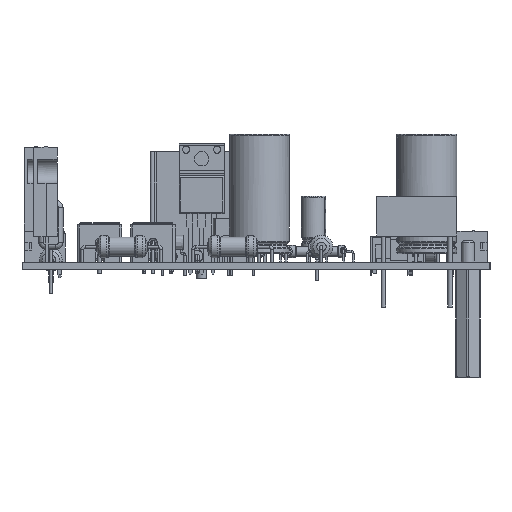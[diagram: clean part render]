
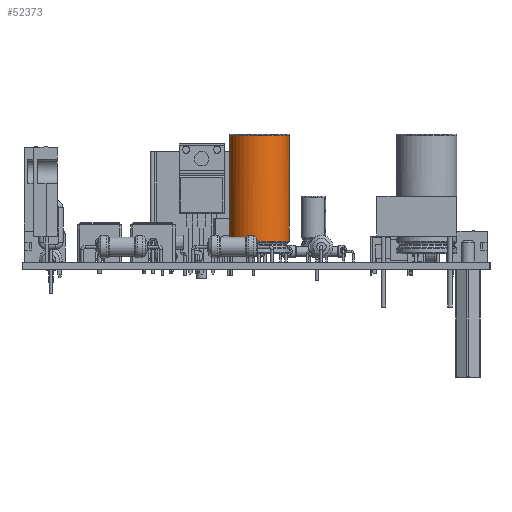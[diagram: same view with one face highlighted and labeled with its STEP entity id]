
A CAD part, left-side view. The second image highlights one B-rep face of the part: STEP entity #52373.
In plain terms, the highlighted cylindrical face has radius 6.75 mm (diameter 13.5 mm), a full revolution.
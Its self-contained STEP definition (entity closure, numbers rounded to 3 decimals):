
#52326 = EDGE_CURVE('',#52327,#52327,#52329,.T.);
#52327 = VERTEX_POINT('',#52328);
#52328 = CARTESIAN_POINT('',(6.75,0.,29.7));
#52329 = CIRCLE('',#52330,6.75);
#52330 = AXIS2_PLACEMENT_3D('',#52331,#52332,#52333);
#52331 = CARTESIAN_POINT('',(0.,0.,29.7));
#52332 = DIRECTION('',(0.,0.,1.));
#52333 = DIRECTION('',(1.,0.,-0.));
#52373 = ADVANCED_FACE('',(#52374),#52463,.T.);
#52374 = FACE_BOUND('',#52375,.T.);
#52375 = EDGE_LOOP('',(#52376,#52387,#52395,#52404,#52412,#52430,#52431,
    #52440,#52448,#52455,#52461,#52462));
#52376 = ORIENTED_EDGE('',*,*,#52377,.F.);
#52377 = EDGE_CURVE('',#52378,#52380,#52382,.T.);
#52378 = VERTEX_POINT('',#52379);
#52379 = CARTESIAN_POINT('',(6.447,2.,29.4));
#52380 = VERTEX_POINT('',#52381);
#52381 = CARTESIAN_POINT('',(6.75,0.,29.4));
#52382 = CIRCLE('',#52383,6.75);
#52383 = AXIS2_PLACEMENT_3D('',#52384,#52385,#52386);
#52384 = CARTESIAN_POINT('',(0.,0.,29.4));
#52385 = DIRECTION('',(0.,0.,-1.));
#52386 = DIRECTION('',(1.,0.,0.));
#52387 = ORIENTED_EDGE('',*,*,#52388,.T.);
#52388 = EDGE_CURVE('',#52378,#52389,#52391,.T.);
#52389 = VERTEX_POINT('',#52390);
#52390 = CARTESIAN_POINT('',(6.447,2.,6.));
#52391 = LINE('',#52392,#52393);
#52392 = CARTESIAN_POINT('',(6.447,2.,5.5));
#52393 = VECTOR('',#52394,1.);
#52394 = DIRECTION('',(-0.,-0.,-1.));
#52395 = ORIENTED_EDGE('',*,*,#52396,.T.);
#52396 = EDGE_CURVE('',#52389,#52397,#52399,.T.);
#52397 = VERTEX_POINT('',#52398);
#52398 = CARTESIAN_POINT('',(6.75,0.,6.));
#52399 = CIRCLE('',#52400,6.75);
#52400 = AXIS2_PLACEMENT_3D('',#52401,#52402,#52403);
#52401 = CARTESIAN_POINT('',(0.,0.,6.));
#52402 = DIRECTION('',(0.,0.,-1.));
#52403 = DIRECTION('',(1.,0.,0.));
#52404 = ORIENTED_EDGE('',*,*,#52405,.F.);
#52405 = EDGE_CURVE('',#52406,#52397,#52408,.T.);
#52406 = VERTEX_POINT('',#52407);
#52407 = CARTESIAN_POINT('',(6.75,0.,5.86));
#52408 = LINE('',#52409,#52410);
#52409 = CARTESIAN_POINT('',(6.75,0.,5.5));
#52410 = VECTOR('',#52411,1.);
#52411 = DIRECTION('',(0.,0.,1.));
#52412 = ORIENTED_EDGE('',*,*,#52413,.T.);
#52413 = EDGE_CURVE('',#52406,#52406,#52414,.T.);
#52414 = ( BOUNDED_CURVE() B_SPLINE_CURVE(14,(#52415,#52416,#52417,
    #52418,#52419,#52420,#52421,#52422,#52423,#52424,#52425,#52426,
    #52427,#52428,#52429),.UNSPECIFIED.,.T.,.F.) 
B_SPLINE_CURVE_WITH_KNOTS((1,14,14,1),(-42.412,
    0.,42.412,84.823),.UNSPECIFIED.) 
CURVE() GEOMETRIC_REPRESENTATION_ITEM() RATIONAL_B_SPLINE_CURVE((1.,1.,
    1.,1.,1.,1.,
    1.,1.,1.,1.,
    1.,1.,1.,1.,1.)) 
REPRESENTATION_ITEM('') );
#52415 = CARTESIAN_POINT('',(6.75,0.,5.86));
#52416 = CARTESIAN_POINT('',(6.75,2.986,
    5.86));
#52417 = CARTESIAN_POINT('',(5.328,6.035,
    5.86));
#52418 = CARTESIAN_POINT('',(2.384,8.353,
    5.86));
#52419 = CARTESIAN_POINT('',(-1.631,9.115,
    5.86));
#52420 = CARTESIAN_POINT('',(-5.791,7.606,
    5.86));
#52421 = CARTESIAN_POINT('',(-8.581,4.62,
    5.86));
#52422 = CARTESIAN_POINT('',(-10.346,0.,
    5.86));
#52423 = CARTESIAN_POINT('',(-8.581,-4.62,
    5.86));
#52424 = CARTESIAN_POINT('',(-5.791,-7.606,
    5.86));
#52425 = CARTESIAN_POINT('',(-1.631,-9.115,5.86
    ));
#52426 = CARTESIAN_POINT('',(2.384,-8.353,5.86
    ));
#52427 = CARTESIAN_POINT('',(5.328,-6.035,
    5.86));
#52428 = CARTESIAN_POINT('',(6.75,-2.986,
    5.86));
#52429 = CARTESIAN_POINT('',(6.75,0.,5.86));
#52430 = ORIENTED_EDGE('',*,*,#52405,.T.);
#52431 = ORIENTED_EDGE('',*,*,#52432,.T.);
#52432 = EDGE_CURVE('',#52397,#52433,#52435,.T.);
#52433 = VERTEX_POINT('',#52434);
#52434 = CARTESIAN_POINT('',(6.447,-2.,6.));
#52435 = CIRCLE('',#52436,6.75);
#52436 = AXIS2_PLACEMENT_3D('',#52437,#52438,#52439);
#52437 = CARTESIAN_POINT('',(0.,0.,6.));
#52438 = DIRECTION('',(0.,0.,-1.));
#52439 = DIRECTION('',(1.,0.,0.));
#52440 = ORIENTED_EDGE('',*,*,#52441,.F.);
#52441 = EDGE_CURVE('',#52442,#52433,#52444,.T.);
#52442 = VERTEX_POINT('',#52443);
#52443 = CARTESIAN_POINT('',(6.447,-2.,29.4));
#52444 = LINE('',#52445,#52446);
#52445 = CARTESIAN_POINT('',(6.447,-2.,5.5));
#52446 = VECTOR('',#52447,1.);
#52447 = DIRECTION('',(-0.,-0.,-1.));
#52448 = ORIENTED_EDGE('',*,*,#52449,.F.);
#52449 = EDGE_CURVE('',#52380,#52442,#52450,.T.);
#52450 = CIRCLE('',#52451,6.75);
#52451 = AXIS2_PLACEMENT_3D('',#52452,#52453,#52454);
#52452 = CARTESIAN_POINT('',(0.,0.,29.4));
#52453 = DIRECTION('',(0.,0.,-1.));
#52454 = DIRECTION('',(1.,0.,0.));
#52455 = ORIENTED_EDGE('',*,*,#52456,.T.);
#52456 = EDGE_CURVE('',#52380,#52327,#52457,.T.);
#52457 = LINE('',#52458,#52459);
#52458 = CARTESIAN_POINT('',(6.75,0.,5.5));
#52459 = VECTOR('',#52460,1.);
#52460 = DIRECTION('',(0.,0.,1.));
#52461 = ORIENTED_EDGE('',*,*,#52326,.F.);
#52462 = ORIENTED_EDGE('',*,*,#52456,.F.);
#52463 = CYLINDRICAL_SURFACE('',#52464,6.75);
#52464 = AXIS2_PLACEMENT_3D('',#52465,#52466,#52467);
#52465 = CARTESIAN_POINT('',(0.,0.,5.5));
#52466 = DIRECTION('',(-0.,-0.,-1.));
#52467 = DIRECTION('',(1.,0.,0.));
